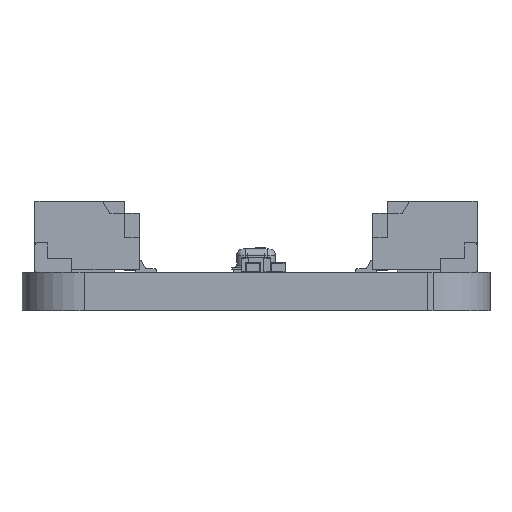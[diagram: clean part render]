
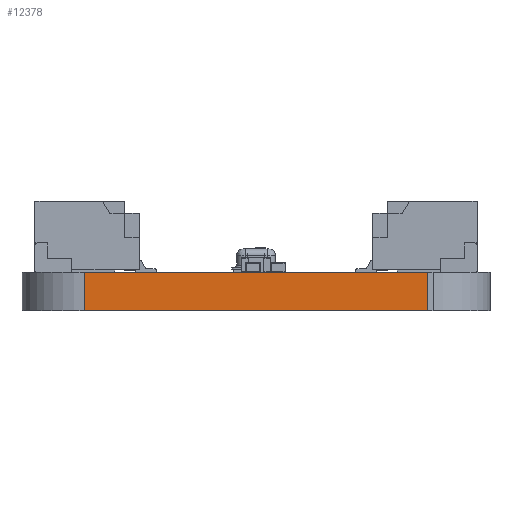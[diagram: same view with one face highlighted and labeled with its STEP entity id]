
A CAD part, front view. The second image highlights one B-rep face of the part: STEP entity #12378.
In plain terms, the highlighted planar face has unit normal (0, -1, 0).
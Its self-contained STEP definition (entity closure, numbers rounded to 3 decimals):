
#946=PLANE('',#13211);
#1388=FACE_OUTER_BOUND('',#2061,.T.);
#2061=EDGE_LOOP('',(#8810,#8811,#8812,#8813));
#2839=LINE('',#17474,#4160);
#2840=LINE('',#17477,#4161);
#2841=LINE('',#17479,#4162);
#2842=LINE('',#17480,#4163);
#4160=VECTOR('',#14315,10.);
#4161=VECTOR('',#14318,10.);
#4162=VECTOR('',#14319,10.);
#4163=VECTOR('',#14320,10.);
#5804=VERTEX_POINT('',#17470);
#5805=VERTEX_POINT('',#17472);
#5806=VERTEX_POINT('',#17476);
#5807=VERTEX_POINT('',#17478);
#6988=EDGE_CURVE('',#5804,#5805,#2839,.T.);
#6989=EDGE_CURVE('',#5806,#5804,#2840,.T.);
#6990=EDGE_CURVE('',#5807,#5805,#2841,.T.);
#6991=EDGE_CURVE('',#5806,#5807,#2842,.T.);
#8810=ORIENTED_EDGE('',*,*,#6989,.T.);
#8811=ORIENTED_EDGE('',*,*,#6988,.T.);
#8812=ORIENTED_EDGE('',*,*,#6990,.F.);
#8813=ORIENTED_EDGE('',*,*,#6991,.F.);
#12378=ADVANCED_FACE('',(#1388),#946,.T.);
#13211=AXIS2_PLACEMENT_3D('',#17475,#14316,#14317);
#14315=DIRECTION('',(0.,0.,1.));
#14316=DIRECTION('center_axis',(0.,-1.,0.));
#14317=DIRECTION('ref_axis',(1.,0.,0.));
#14318=DIRECTION('',(1.,0.,0.));
#14319=DIRECTION('',(1.,0.,0.));
#14320=DIRECTION('',(0.,0.,1.));
#17470=CARTESIAN_POINT('',(6.985,-1.27,0.));
#17472=CARTESIAN_POINT('',(6.985,-1.27,1.57));
#17474=CARTESIAN_POINT('',(6.985,-1.27,0.));
#17475=CARTESIAN_POINT('Origin',(-6.985,-1.27,0.));
#17476=CARTESIAN_POINT('',(-6.985,-1.27,0.));
#17477=CARTESIAN_POINT('',(-6.985,-1.27,0.));
#17478=CARTESIAN_POINT('',(-6.985,-1.27,1.57));
#17479=CARTESIAN_POINT('',(-6.985,-1.27,1.57));
#17480=CARTESIAN_POINT('',(-6.985,-1.27,0.));
